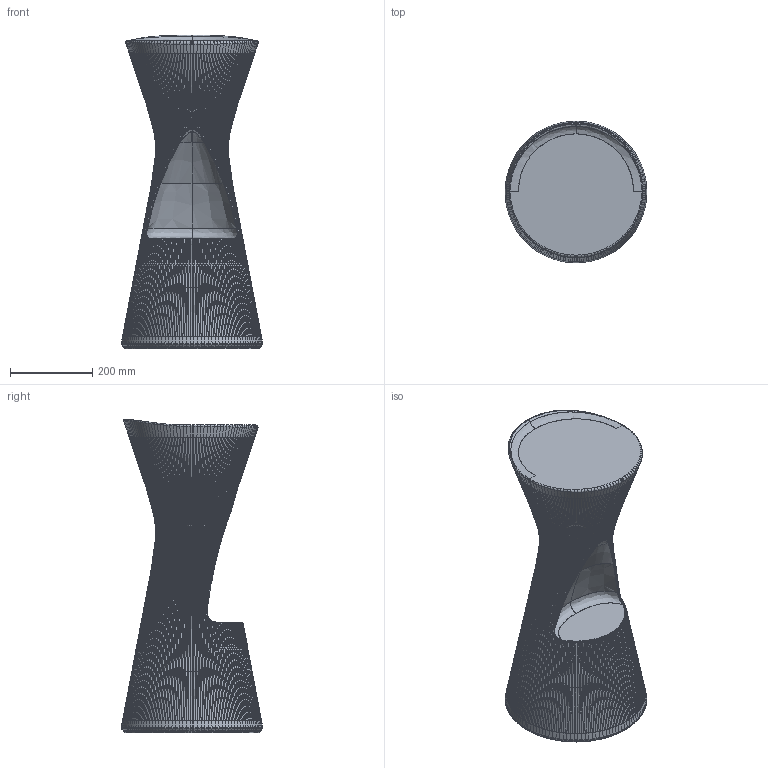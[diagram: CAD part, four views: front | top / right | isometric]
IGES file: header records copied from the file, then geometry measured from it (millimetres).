
Start section: START RECORD GO HERE.
Global section: file name: Sgabello-FADE.igs; native system: DASSAULT SYSTEMES CATIA Version 5-6 Release 2020 - www.3ds.com; preprocessor: V5-6R2020_5.30.3.0.09-09-2020.20.00; author: samatori; organization: DOMAIN; date: 20201014.150808; units: millimetre
Bounding box: 345.15 x 345.05 x 764.15 mm (x, y, z)
Surface area: 869718.5 mm2 (no closed solid volume)
Topology: 0 solids, 0 shells, 2944 faces, 12785 edges, 12542 vertices
Faces by surface type: bspline 2338, revolution 590, plane 15, extrusion 1
